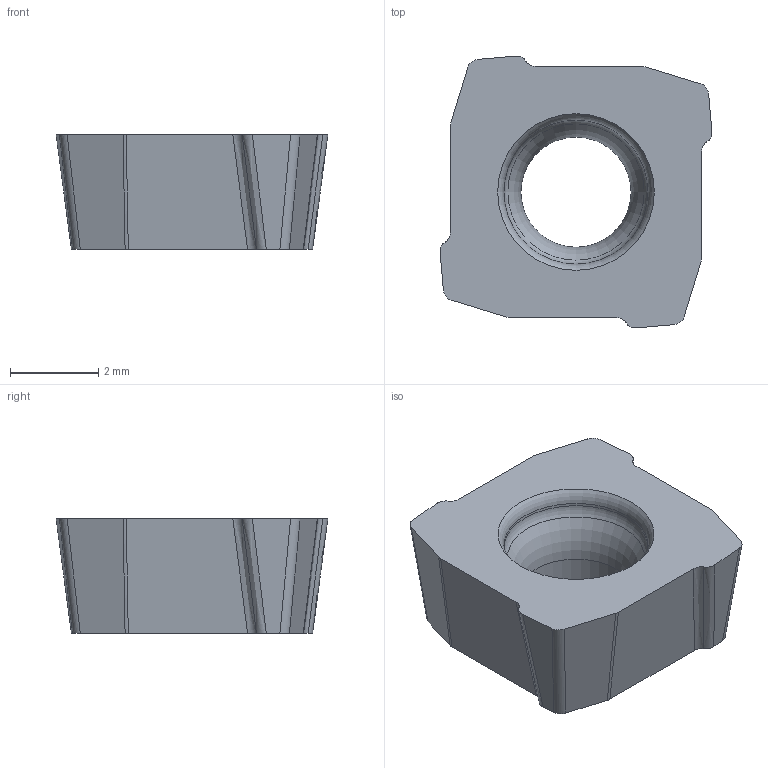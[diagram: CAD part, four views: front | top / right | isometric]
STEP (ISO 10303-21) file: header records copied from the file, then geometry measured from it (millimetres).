
FILE_DESCRIPTION(/* description */ (''),/* implementation_level */ '2;1');
FILE_NAME(/* name */ 'aaa336566_b.stp',/* time_stamp */ '2020-06-10T15:48:11+02:00',/* author */ (''),/* organization */ ('SMS'),/* preprocessor_version */ 'ST-DEVELOPER v16.7',/* originating_system */ 'SIEMENS PLM Software NX 12.0',/* authorisation */ '');
FILE_SCHEMA (('AUTOMOTIVE_DESIGN { 1 0 10303 214 3 1 1 1 }'));
Length unit declared in the file: millimetre
Products named in the file (1): AAA336566_B
Bounding box: 6.17 x 6.17 x 2.6 mm (x, y, z)
Volume: 59.3 mm3; surface area: 121.5 mm2
Topology: 1 solids, 1 shells, 35 faces, 97 edges, 66 vertices
Faces by surface type: plane 14, cylinder 9, bspline 8, torus 3, cone 1
Full cylindrical faces by diameter (mm): 2.5 x1
Entity records: 1520 total; most frequent: CARTESIAN_POINT 660, ORIENTED_EDGE 180, DIRECTION 144, EDGE_CURVE 90, VERTEX_POINT 62, AXIS2_PLACEMENT_3D 52, EDGE_LOOP 42, LINE 40
